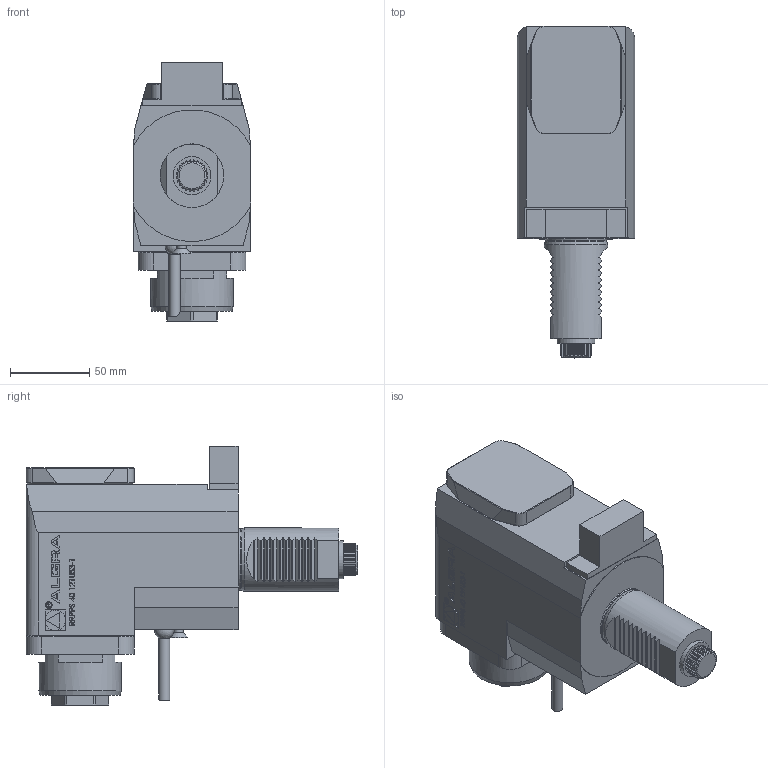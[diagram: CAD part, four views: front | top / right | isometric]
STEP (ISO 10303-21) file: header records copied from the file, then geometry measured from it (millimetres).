
FILE_DESCRIPTION (( 'STEP AP214' ), '1' );
FILE_NAME ('RRPPS40121US3-1.STEP', '2024-11-04T10:28:08', ( '' ), ( '' ), 'SwSTEP 2.0', 'SolidWorks 2023', '' );
FILE_SCHEMA (( 'AUTOMOTIVE_DESIGN' ));
Length unit declared in the file: millimetre
Products named in the file (1): RRPPS40121US3-1
Bounding box: 74 x 209 x 163.55 mm (x, y, z)
Volume: 1201865.7 mm3; surface area: 98444.6 mm2
Topology: 6 solids, 7 shells, 725 faces, 1919 edges, 1255 vertices
Faces by surface type: plane 476, cylinder 109, bspline 93, cone 42, torus 4, sphere 1
Full cylindrical faces by diameter (mm): 3.4 x1, 4 x1, 4.2 x1, 5 x1, 6 x1, 7 x1, 11.57 x1, 12.733 x1, 23.9 x1, 38.7 x1, 40 x2, 52 x1
Entity records: 30577 total; most frequent: CARTESIAN_POINT 10325, ORIENTED_EDGE 3758, DIRECTION 2961, EDGE_CURVE 1879, VERTEX_POINT 1243, VECTOR 1239, LINE 1239, AXIS2_PLACEMENT_3D 861
